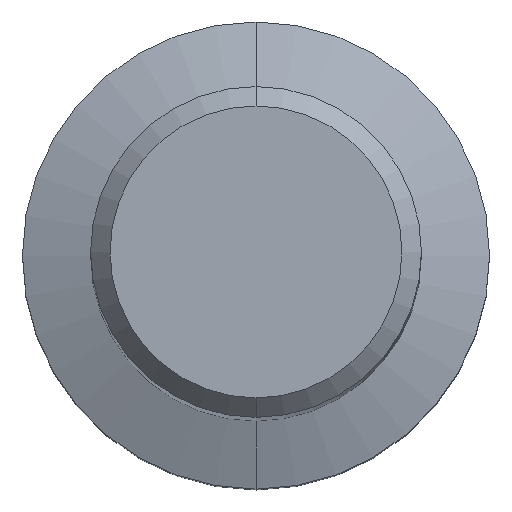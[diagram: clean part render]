
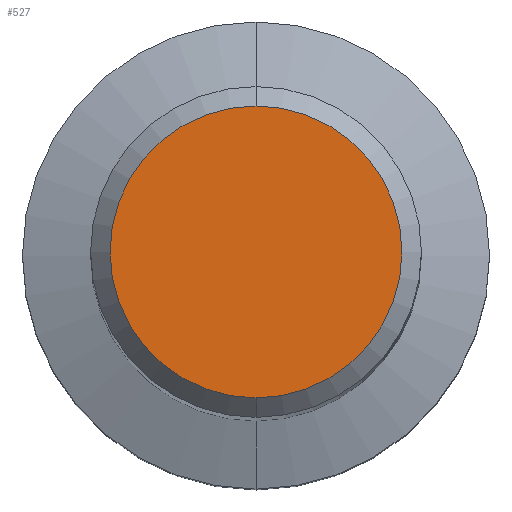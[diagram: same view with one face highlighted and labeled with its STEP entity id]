
A CAD part, top view. The second image highlights one B-rep face of the part: STEP entity #527.
In plain terms, the highlighted planar face has unit normal (0, 0, 1).
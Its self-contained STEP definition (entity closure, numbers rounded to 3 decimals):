
#217=VERTEX_POINT('',#574);
#253=EDGE_CURVE('',#217,#333,#613,.T.);
#333=VERTEX_POINT('',#700);
#433=EDGE_CURVE('',#333,#217,#809,.T.);
#527=ADVANCED_FACE('',(#917),#918,.T.);
#574=CARTESIAN_POINT('',(0.0,3.75,0.0));
#613=CIRCLE('',#1034,3.75);
#700=CARTESIAN_POINT('',(0.,-3.75,0.0));
#809=CIRCLE('',#1457,3.75);
#917=FACE_OUTER_BOUND('',#1626,.T.);
#918=PLANE('',#1627);
#1034=AXIS2_PLACEMENT_3D('',#1726,#1727,#1728);
#1457=AXIS2_PLACEMENT_3D('',#1920,#1921,#1922);
#1626=EDGE_LOOP('',(#2070,#2071));
#1627=AXIS2_PLACEMENT_3D('',#2072,#2073,#2074);
#1726=CARTESIAN_POINT('',(0.0,0.0,0.0));
#1727=DIRECTION('',(0.0,0.0,-1.0));
#1728=DIRECTION('',(0.0,1.0,0.0));
#1920=CARTESIAN_POINT('',(0.0,0.0,0.0));
#1921=DIRECTION('',(0.0,0.0,-1.0));
#1922=DIRECTION('',(0.0,1.0,0.0));
#2070=ORIENTED_EDGE('',*,*,#253,.F.);
#2071=ORIENTED_EDGE('',*,*,#433,.F.);
#2072=CARTESIAN_POINT('',(0.0,1.875,0.0));
#2073=DIRECTION('',(-0.0,0.0,1.0));
#2074=DIRECTION('',(0.0,-1.0,0.0));
